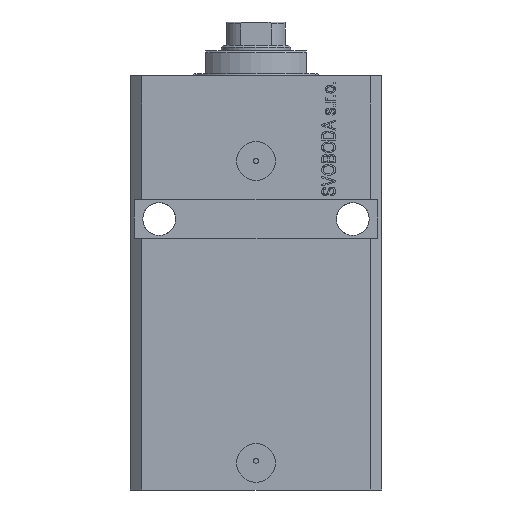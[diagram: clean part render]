
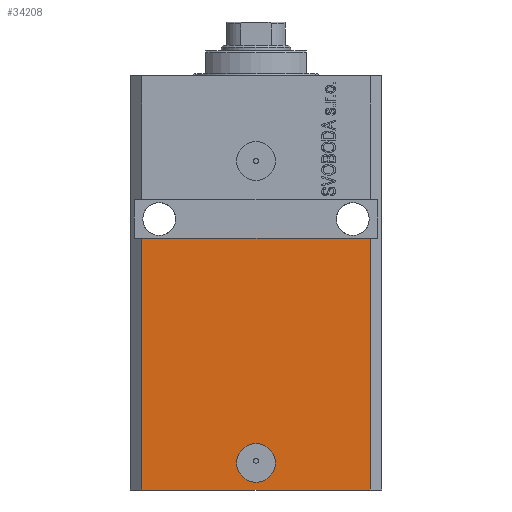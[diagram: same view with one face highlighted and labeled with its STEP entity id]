
A CAD part, front view. The second image highlights one B-rep face of the part: STEP entity #34208.
In plain terms, the highlighted planar face has unit normal (0, -1, 0).
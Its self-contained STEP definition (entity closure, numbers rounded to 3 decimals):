
#540 = LINE ( 'NONE', #14414, #38158 ) ;
#621 = VERTEX_POINT ( 'NONE', #2982 ) ;
#1614 = CIRCLE ( 'NONE', #27735, 5. ) ;
#2141 = CARTESIAN_POINT ( 'NONE',  ( -32.5, -22.5, -42. ) ) ;
#2968 = ORIENTED_EDGE ( 'NONE', *, *, #44161, .F. ) ;
#2982 = CARTESIAN_POINT ( 'NONE',  ( 29.5, -22.5, -107. ) ) ;
#3179 = EDGE_CURVE ( 'NONE', #18533, #621, #540, .T. ) ;
#3343 = CARTESIAN_POINT ( 'NONE',  ( 0., -22.5, -100. ) ) ;
#3380 = ORIENTED_EDGE ( 'NONE', *, *, #3179, .T. ) ;
#3830 = DIRECTION ( 'NONE',  ( 1., 0., 0. ) ) ;
#4462 = CARTESIAN_POINT ( 'NONE',  ( 29.5, -22.5, -107. ) ) ;
#7178 = ORIENTED_EDGE ( 'NONE', *, *, #7183, .T. ) ;
#7183 = EDGE_CURVE ( 'NONE', #621, #16149, #15571, .T. ) ;
#8440 = VECTOR ( 'NONE', #21963, 1000. ) ;
#9788 = CARTESIAN_POINT ( 'NONE',  ( 0., -22.5, -100. ) ) ;
#10363 = ORIENTED_EDGE ( 'NONE', *, *, #27967, .F. ) ;
#10881 = AXIS2_PLACEMENT_3D ( 'NONE', #3343, #16761, #13567 ) ;
#10889 = CARTESIAN_POINT ( 'NONE',  ( -29.5, -22.5, -107. ) ) ;
#13567 = DIRECTION ( 'NONE',  ( 1., 0., 0. ) ) ;
#14414 = CARTESIAN_POINT ( 'NONE',  ( -29.5, -22.5, -107. ) ) ;
#14926 = VERTEX_POINT ( 'NONE', #25014 ) ;
#15423 = CARTESIAN_POINT ( 'NONE',  ( -29.5, -22.5, -107. ) ) ;
#15571 = LINE ( 'NONE', #4462, #8440 ) ;
#15980 = ORIENTED_EDGE ( 'NONE', *, *, #16894, .F. ) ;
#16004 = LINE ( 'NONE', #2141, #36225 ) ;
#16149 = VERTEX_POINT ( 'NONE', #26074 ) ;
#16283 = CARTESIAN_POINT ( 'NONE',  ( -29.5, -22.5, -42. ) ) ;
#16677 = CIRCLE ( 'NONE', #10881, 5. ) ;
#16761 = DIRECTION ( 'NONE',  ( 0., -1., 0. ) ) ;
#16894 = EDGE_CURVE ( 'NONE', #41783, #14926, #16677, .T. ) ;
#17470 = PLANE ( 'NONE',  #25656 ) ;
#18533 = VERTEX_POINT ( 'NONE', #23491 ) ;
#18850 = EDGE_LOOP ( 'NONE', ( #10363, #15980 ) ) ;
#21963 = DIRECTION ( 'NONE',  ( 0., 0., 1. ) ) ;
#23491 = CARTESIAN_POINT ( 'NONE',  ( -29.5, -22.5, -107. ) ) ;
#25014 = CARTESIAN_POINT ( 'NONE',  ( 5., -22.5, -100. ) ) ;
#25656 = AXIS2_PLACEMENT_3D ( 'NONE', #10889, #39065, #3830 ) ;
#26074 = CARTESIAN_POINT ( 'NONE',  ( 29.5, -22.5, -42. ) ) ;
#26833 = DIRECTION ( 'NONE',  ( 1., 0., 0. ) ) ;
#27735 = AXIS2_PLACEMENT_3D ( 'NONE', #9788, #30695, #26833 ) ;
#27967 = EDGE_CURVE ( 'NONE', #14926, #41783, #1614, .T. ) ;
#28131 = EDGE_CURVE ( 'NONE', #18533, #42943, #42719, .T. ) ;
#28459 = VECTOR ( 'NONE', #39538, 1000. ) ;
#29538 = ORIENTED_EDGE ( 'NONE', *, *, #28131, .F. ) ;
#30695 = DIRECTION ( 'NONE',  ( 0., -1., 0. ) ) ;
#31570 = FACE_BOUND ( 'NONE', #18850, .T. ) ;
#33722 = EDGE_LOOP ( 'NONE', ( #2968, #29538, #3380, #7178 ) ) ;
#34208 = ADVANCED_FACE ( 'NONE', ( #31570, #34765 ), #17470, .T. ) ;
#34765 = FACE_OUTER_BOUND ( 'NONE', #33722, .T. ) ;
#36225 = VECTOR ( 'NONE', #40346, 1000. ) ;
#37267 = CARTESIAN_POINT ( 'NONE',  ( -5., -22.5, -100. ) ) ;
#38158 = VECTOR ( 'NONE', #40651, 1000. ) ;
#39065 = DIRECTION ( 'NONE',  ( 0., -1., 0. ) ) ;
#39538 = DIRECTION ( 'NONE',  ( 0., 0., 1. ) ) ;
#40346 = DIRECTION ( 'NONE',  ( 1., 0., 0. ) ) ;
#40651 = DIRECTION ( 'NONE',  ( 1., 0., 0. ) ) ;
#41783 = VERTEX_POINT ( 'NONE', #37267 ) ;
#42719 = LINE ( 'NONE', #15423, #28459 ) ;
#42943 = VERTEX_POINT ( 'NONE', #16283 ) ;
#44161 = EDGE_CURVE ( 'NONE', #42943, #16149, #16004, .T. ) ;
